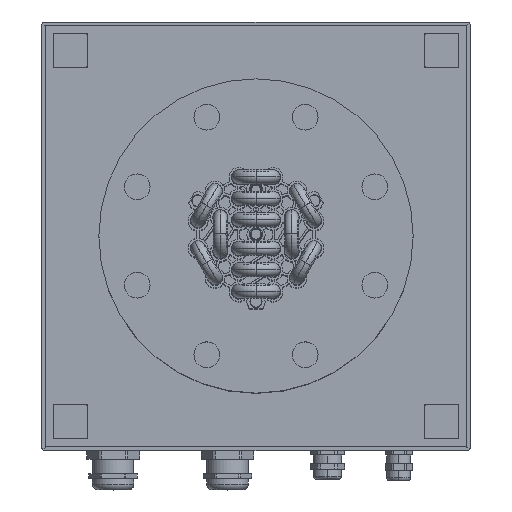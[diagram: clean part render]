
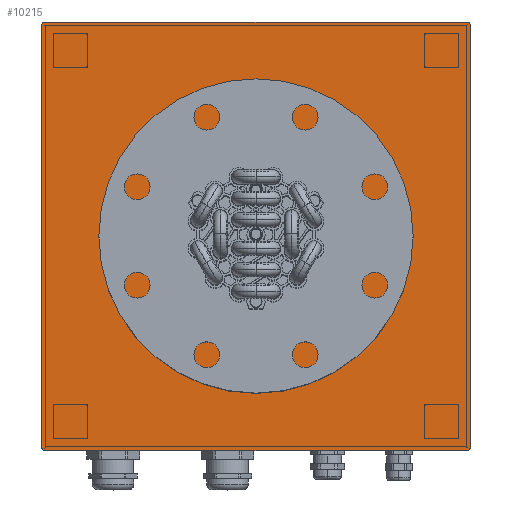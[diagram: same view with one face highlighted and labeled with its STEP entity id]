
A CAD part, top view. The second image highlights one B-rep face of the part: STEP entity #10215.
In plain terms, the highlighted face is planar.
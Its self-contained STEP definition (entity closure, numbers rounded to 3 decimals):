
#93 = VERTEX_POINT ( 'NONE', #3557 ) ;
#1189 = CARTESIAN_POINT ( 'NONE',  ( 150., 148., -4. ) ) ;
#1509 = VECTOR ( 'NONE', #26739, 1000. ) ;
#2991 = AXIS2_PLACEMENT_3D ( 'NONE', #10814, #17282, #11055 ) ;
#3557 = CARTESIAN_POINT ( 'NONE',  ( -148., -150., -4. ) ) ;
#3902 = VERTEX_POINT ( 'NONE', #26718 ) ;
#4011 = LINE ( 'NONE', #25418, #15696 ) ;
#4907 = VERTEX_POINT ( 'NONE', #1189 ) ;
#5208 = FACE_OUTER_BOUND ( 'NONE', #37285, .T. ) ;
#5776 = CARTESIAN_POINT ( 'NONE',  ( -150., 148., -4. ) ) ;
#5811 = ORIENTED_EDGE ( 'NONE', *, *, #27154, .F. ) ;
#6476 = VERTEX_POINT ( 'NONE', #31150 ) ;
#6715 = CARTESIAN_POINT ( 'NONE',  ( -148., 148., -4. ) ) ;
#7319 = DIRECTION ( 'NONE',  ( 0., 0., 1. ) ) ;
#7333 = DIRECTION ( 'NONE',  ( -1., 0., 0. ) ) ;
#8579 = VERTEX_POINT ( 'NONE', #19541 ) ;
#9093 = EDGE_CURVE ( 'NONE', #6476, #4907, #4011, .T. ) ;
#10215 = ADVANCED_FACE ( 'NONE', ( #40867, #5208 ), #19270, .T. ) ;
#10530 = VERTEX_POINT ( 'NONE', #40720 ) ;
#10621 = DIRECTION ( 'NONE',  ( 1., 0., 0. ) ) ;
#10814 = CARTESIAN_POINT ( 'NONE',  ( 148., -148., -4. ) ) ;
#10923 = VECTOR ( 'NONE', #7333, 1000. ) ;
#11055 = DIRECTION ( 'NONE',  ( 1., 0., 0. ) ) ;
#11587 = EDGE_CURVE ( 'NONE', #30591, #18950, #20394, .T. ) ;
#11730 = VECTOR ( 'NONE', #14507, 1000. ) ;
#12954 = ORIENTED_EDGE ( 'NONE', *, *, #11587, .T. ) ;
#13165 = LINE ( 'NONE', #5776, #1509 ) ;
#13895 = CARTESIAN_POINT ( 'NONE',  ( 148., 148., -4. ) ) ;
#13955 = ORIENTED_EDGE ( 'NONE', *, *, #27257, .F. ) ;
#14507 = DIRECTION ( 'NONE',  ( 1., 0., 0. ) ) ;
#15696 = VECTOR ( 'NONE', #28898, 1000. ) ;
#16976 = CARTESIAN_POINT ( 'NONE',  ( 58.15, 0., -4. ) ) ;
#17282 = DIRECTION ( 'NONE',  ( 0., 0., 1. ) ) ;
#17522 = DIRECTION ( 'NONE',  ( 0., 0., 1. ) ) ;
#18950 = VERTEX_POINT ( 'NONE', #16976 ) ;
#19270 = PLANE ( 'NONE',  #19645 ) ;
#19541 = CARTESIAN_POINT ( 'NONE',  ( -150., -148., -4. ) ) ;
#19645 = AXIS2_PLACEMENT_3D ( 'NONE', #44541, #33511, #33293 ) ;
#20394 = CIRCLE ( 'NONE', #32870, 58.15 ) ;
#20755 = DIRECTION ( 'NONE',  ( 1., 0., 0. ) ) ;
#21338 = CARTESIAN_POINT ( 'NONE',  ( -148., -148., -4. ) ) ;
#21860 = AXIS2_PLACEMENT_3D ( 'NONE', #6715, #28124, #10621 ) ;
#22831 = CIRCLE ( 'NONE', #2991, 2. ) ;
#23762 = DIRECTION ( 'NONE',  ( 0., 0., 1. ) ) ;
#24068 = AXIS2_PLACEMENT_3D ( 'NONE', #37781, #17522, #27218 ) ;
#24733 = EDGE_CURVE ( 'NONE', #4907, #3902, #38044, .T. ) ;
#25027 = DIRECTION ( 'NONE',  ( 1., 0., 0. ) ) ;
#25280 = LINE ( 'NONE', #38846, #10923 ) ;
#25418 = CARTESIAN_POINT ( 'NONE',  ( 150., 148., -4. ) ) ;
#25873 = EDGE_CURVE ( 'NONE', #93, #38628, #32198, .T. ) ;
#26718 = CARTESIAN_POINT ( 'NONE',  ( 148., 150., -4. ) ) ;
#26739 = DIRECTION ( 'NONE',  ( 0., -1., 0. ) ) ;
#27154 = EDGE_CURVE ( 'NONE', #37723, #8579, #13165, .T. ) ;
#27218 = DIRECTION ( 'NONE',  ( 1., 0., 0. ) ) ;
#27257 = EDGE_CURVE ( 'NONE', #38628, #6476, #22831, .T. ) ;
#28124 = DIRECTION ( 'NONE',  ( 0., 0., 1. ) ) ;
#28456 = ORIENTED_EDGE ( 'NONE', *, *, #25873, .F. ) ;
#28898 = DIRECTION ( 'NONE',  ( 0., 1., 0. ) ) ;
#30213 = EDGE_CURVE ( 'NONE', #18950, #30591, #43897, .T. ) ;
#30236 = EDGE_CURVE ( 'NONE', #10530, #37723, #41685, .T. ) ;
#30591 = VERTEX_POINT ( 'NONE', #41609 ) ;
#30596 = ORIENTED_EDGE ( 'NONE', *, *, #9093, .F. ) ;
#31150 = CARTESIAN_POINT ( 'NONE',  ( 150., -148., -4. ) ) ;
#32148 = AXIS2_PLACEMENT_3D ( 'NONE', #13895, #23762, #35020 ) ;
#32198 = LINE ( 'NONE', #45328, #11730 ) ;
#32870 = AXIS2_PLACEMENT_3D ( 'NONE', #41892, #41668, #20755 ) ;
#32953 = CARTESIAN_POINT ( 'NONE',  ( 148., -150., -4. ) ) ;
#33293 = DIRECTION ( 'NONE',  ( -1., 0., 0. ) ) ;
#33511 = DIRECTION ( 'NONE',  ( 0., 0., -1. ) ) ;
#35020 = DIRECTION ( 'NONE',  ( -1., 0., 0. ) ) ;
#36354 = ORIENTED_EDGE ( 'NONE', *, *, #30213, .T. ) ;
#37285 = EDGE_LOOP ( 'NONE', ( #37522, #30596, #13955, #28456, #44085, #5811, #40982, #43711 ) ) ;
#37522 = ORIENTED_EDGE ( 'NONE', *, *, #24733, .F. ) ;
#37723 = VERTEX_POINT ( 'NONE', #41635 ) ;
#37781 = CARTESIAN_POINT ( 'NONE',  ( 0., 0., -4. ) ) ;
#38044 = CIRCLE ( 'NONE', #32148, 2. ) ;
#38628 = VERTEX_POINT ( 'NONE', #32953 ) ;
#38846 = CARTESIAN_POINT ( 'NONE',  ( -148., 150., -4. ) ) ;
#39423 = EDGE_CURVE ( 'NONE', #8579, #93, #40005, .T. ) ;
#40005 = CIRCLE ( 'NONE', #43680, 2. ) ;
#40720 = CARTESIAN_POINT ( 'NONE',  ( -148., 150., -4. ) ) ;
#40867 = FACE_BOUND ( 'NONE', #43331, .T. ) ;
#40982 = ORIENTED_EDGE ( 'NONE', *, *, #30236, .F. ) ;
#41609 = CARTESIAN_POINT ( 'NONE',  ( -58.15, 0., -4. ) ) ;
#41635 = CARTESIAN_POINT ( 'NONE',  ( -150., 148., -4. ) ) ;
#41668 = DIRECTION ( 'NONE',  ( 0., 0., 1. ) ) ;
#41685 = CIRCLE ( 'NONE', #21860, 2. ) ;
#41892 = CARTESIAN_POINT ( 'NONE',  ( 0., 0., -4. ) ) ;
#43331 = EDGE_LOOP ( 'NONE', ( #36354, #12954 ) ) ;
#43680 = AXIS2_PLACEMENT_3D ( 'NONE', #21338, #7319, #25027 ) ;
#43711 = ORIENTED_EDGE ( 'NONE', *, *, #44805, .F. ) ;
#43897 = CIRCLE ( 'NONE', #24068, 58.15 ) ;
#44085 = ORIENTED_EDGE ( 'NONE', *, *, #39423, .F. ) ;
#44541 = CARTESIAN_POINT ( 'NONE',  ( 148., 148., -4. ) ) ;
#44805 = EDGE_CURVE ( 'NONE', #3902, #10530, #25280, .T. ) ;
#45328 = CARTESIAN_POINT ( 'NONE',  ( -148., -150., -4. ) ) ;
